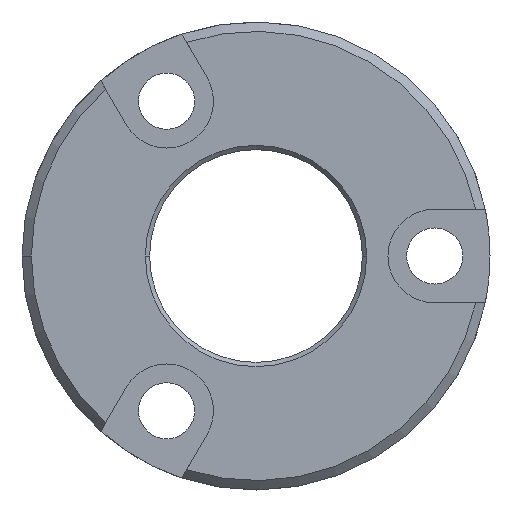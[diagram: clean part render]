
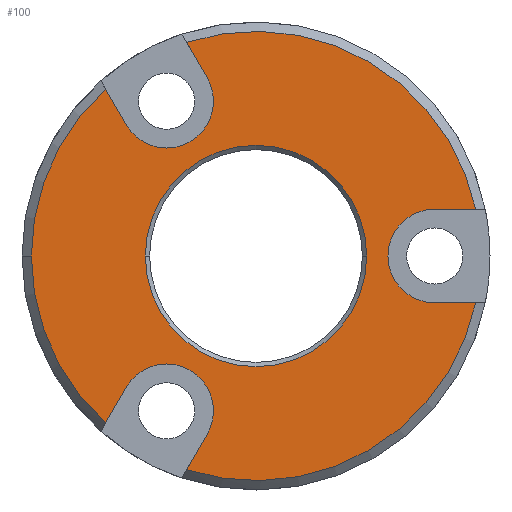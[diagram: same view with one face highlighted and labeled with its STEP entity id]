
A CAD part, left-side view. The second image highlights one B-rep face of the part: STEP entity #100.
In plain terms, the highlighted planar face has unit normal (-1, 0, 0).
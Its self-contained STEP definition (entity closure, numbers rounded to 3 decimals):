
#100=ADVANCED_FACE('',(#219,#220),#221,.T.);
#219=FACE_OUTER_BOUND('',#360,.T.);
#220=FACE_BOUND('',#361,.T.);
#221=PLANE('',#362);
#360=EDGE_LOOP('',(#592,#593,#594,#595,#596,#597,#598,#599,#600,#601,#602,#603,#604));
#361=EDGE_LOOP('',(#605,#606));
#362=AXIS2_PLACEMENT_3D('',#607,#608,#609);
#592=ORIENTED_EDGE('',*,*,#821,.T.);
#593=ORIENTED_EDGE('',*,*,#908,.F.);
#594=ORIENTED_EDGE('',*,*,#830,.F.);
#595=ORIENTED_EDGE('',*,*,#909,.T.);
#596=ORIENTED_EDGE('',*,*,#910,.T.);
#597=ORIENTED_EDGE('',*,*,#832,.T.);
#598=ORIENTED_EDGE('',*,*,#881,.F.);
#599=ORIENTED_EDGE('',*,*,#911,.T.);
#600=ORIENTED_EDGE('',*,*,#912,.T.);
#601=ORIENTED_EDGE('',*,*,#899,.T.);
#602=ORIENTED_EDGE('',*,*,#913,.F.);
#603=ORIENTED_EDGE('',*,*,#894,.T.);
#604=ORIENTED_EDGE('',*,*,#914,.T.);
#605=ORIENTED_EDGE('',*,*,#915,.T.);
#606=ORIENTED_EDGE('',*,*,#916,.T.);
#607=CARTESIAN_POINT('',(0.,19.448,0.0));
#608=DIRECTION('',(-1.0,0.,0.0));
#609=DIRECTION('',(0.,-1.0,-0.0));
#821=EDGE_CURVE('',#968,#969,#970,.T.);
#830=EDGE_CURVE('',#984,#979,#986,.T.);
#832=EDGE_CURVE('',#988,#989,#990,.T.);
#881=EDGE_CURVE('',#1069,#989,#1071,.T.);
#894=EDGE_CURVE('',#1089,#1090,#1091,.T.);
#899=EDGE_CURVE('',#1097,#1098,#1099,.T.);
#908=EDGE_CURVE('',#979,#969,#1112,.T.);
#909=EDGE_CURVE('',#984,#1113,#1114,.T.);
#910=EDGE_CURVE('',#1113,#988,#1115,.T.);
#911=EDGE_CURVE('',#1069,#1116,#1117,.T.);
#912=EDGE_CURVE('',#1116,#1097,#1118,.T.);
#913=EDGE_CURVE('',#1089,#1098,#1119,.T.);
#914=EDGE_CURVE('',#1090,#968,#1120,.T.);
#915=EDGE_CURVE('',#1121,#1122,#1123,.T.);
#916=EDGE_CURVE('',#1122,#1121,#1124,.T.);
#968=VERTEX_POINT('',#1180);
#969=VERTEX_POINT('',#1181);
#970=LINE('',#1182,#1183);
#979=VERTEX_POINT('',#1204);
#984=VERTEX_POINT('',#1210);
#986=CIRCLE('',#1221,26.395);
#988=VERTEX_POINT('',#1223);
#989=VERTEX_POINT('',#1224);
#990=LINE('',#1225,#1226);
#1069=VERTEX_POINT('',#1333);
#1071=CIRCLE('',#1344,26.395);
#1089=VERTEX_POINT('',#1366);
#1090=VERTEX_POINT('',#1367);
#1091=LINE('',#1368,#1369);
#1097=VERTEX_POINT('',#1386);
#1098=VERTEX_POINT('',#1387);
#1099=LINE('',#1388,#1389);
#1112=CIRCLE('',#1414,26.395);
#1113=VERTEX_POINT('',#1415);
#1114=LINE('',#1416,#1417);
#1115=CIRCLE('',#1418,5.5);
#1116=VERTEX_POINT('',#1419);
#1117=LINE('',#1420,#1421);
#1118=CIRCLE('',#1422,5.5);
#1119=CIRCLE('',#1423,26.395);
#1120=CIRCLE('',#1424,5.5);
#1121=VERTEX_POINT('',#1425);
#1122=VERTEX_POINT('',#1426);
#1123=CIRCLE('',#1427,13.0);
#1124=CIRCLE('',#1428,13.0);
#1180=CARTESIAN_POINT('',(0.0,15.263,15.437));
#1181=CARTESIAN_POINT('',(0.,17.671,19.607));
#1182=CARTESIAN_POINT('',(0.0,13.381,12.177));
#1183=VECTOR('',#1494,1.0);
#1204=CARTESIAN_POINT('',(0.,26.395,0.));
#1210=CARTESIAN_POINT('',(0.,17.671,-19.607));
#1221=AXIS2_PLACEMENT_3D('',#1502,#1503,#1504);
#1223=CARTESIAN_POINT('',(0.,5.737,-20.937));
#1224=CARTESIAN_POINT('',(0.,8.145,-25.107));
#1225=CARTESIAN_POINT('',(0.,3.855,-17.677));
#1226=VECTOR('',#1505,1.0);
#1333=CARTESIAN_POINT('',(0.,-25.816,-5.5));
#1344=AXIS2_PLACEMENT_3D('',#1579,#1580,#1581);
#1366=CARTESIAN_POINT('',(0.,8.145,25.107));
#1367=CARTESIAN_POINT('',(0.,5.737,20.937));
#1368=CARTESIAN_POINT('',(0.,3.855,17.677));
#1369=VECTOR('',#1601,1.0);
#1386=CARTESIAN_POINT('',(0.,-21.0,5.5));
#1387=CARTESIAN_POINT('',(0.,-25.816,5.5));
#1388=CARTESIAN_POINT('',(0.,-2.65,5.5));
#1389=VECTOR('',#1604,1.0);
#1414=AXIS2_PLACEMENT_3D('',#1614,#1615,#1616);
#1415=CARTESIAN_POINT('',(0.0,15.263,-15.437));
#1416=CARTESIAN_POINT('',(0.,13.381,-12.177));
#1417=VECTOR('',#1617,1.0);
#1418=AXIS2_PLACEMENT_3D('',#1618,#1619,#1620);
#1419=CARTESIAN_POINT('',(0.,-21.0,-5.5));
#1420=CARTESIAN_POINT('',(0.,-2.65,-5.5));
#1421=VECTOR('',#1621,1.0);
#1422=AXIS2_PLACEMENT_3D('',#1622,#1623,#1624);
#1423=AXIS2_PLACEMENT_3D('',#1625,#1626,#1627);
#1424=AXIS2_PLACEMENT_3D('',#1628,#1629,#1630);
#1425=CARTESIAN_POINT('',(0.0,13.0,0.0));
#1426=CARTESIAN_POINT('',(0.,-13.0,0.));
#1427=AXIS2_PLACEMENT_3D('',#1631,#1632,#1633);
#1428=AXIS2_PLACEMENT_3D('',#1634,#1635,#1636);
#1494=DIRECTION('',(0.,0.5,0.866));
#1502=CARTESIAN_POINT('',(0.,0.0,0.0));
#1503=DIRECTION('',(1.0,0.0,0.0));
#1504=DIRECTION('',(0.0,1.0,0.0));
#1505=DIRECTION('',(0.,0.5,-0.866));
#1579=CARTESIAN_POINT('',(0.,0.0,0.0));
#1580=DIRECTION('',(1.0,0.0,0.0));
#1581=DIRECTION('',(0.0,1.0,0.0));
#1601=DIRECTION('',(0.,-0.5,-0.866));
#1604=DIRECTION('',(0.,-1.0,0.0));
#1614=CARTESIAN_POINT('',(0.,0.0,0.0));
#1615=DIRECTION('',(1.0,0.0,0.0));
#1616=DIRECTION('',(0.0,1.0,0.0));
#1617=DIRECTION('',(0.,-0.5,0.866));
#1618=CARTESIAN_POINT('',(0.,10.5,-18.187));
#1619=DIRECTION('',(1.0,0.,0.));
#1620=DIRECTION('',(0.,0.866,0.5));
#1621=DIRECTION('',(0.,1.0,-0.0));
#1622=CARTESIAN_POINT('',(0.,-21.0,0.0));
#1623=DIRECTION('',(1.0,0.,0.0));
#1624=DIRECTION('',(0.0,0.0,-1.0));
#1625=CARTESIAN_POINT('',(0.,0.0,0.0));
#1626=DIRECTION('',(1.0,0.0,0.0));
#1627=DIRECTION('',(0.0,1.0,0.0));
#1628=CARTESIAN_POINT('',(0.,10.5,18.187));
#1629=DIRECTION('',(1.0,0.,0.));
#1630=DIRECTION('',(0.,-0.866,0.5));
#1631=CARTESIAN_POINT('',(0.,0.0,0.0));
#1632=DIRECTION('',(1.0,0.,-0.0));
#1633=DIRECTION('',(0.,1.0,0.0));
#1634=CARTESIAN_POINT('',(0.,0.0,0.0));
#1635=DIRECTION('',(1.0,0.,-0.0));
#1636=DIRECTION('',(0.,1.0,0.0));
